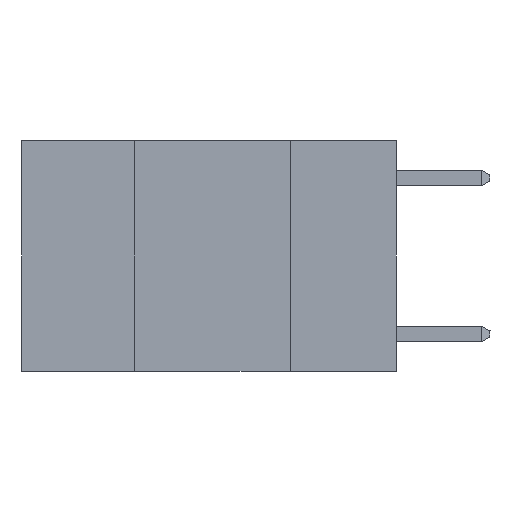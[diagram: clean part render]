
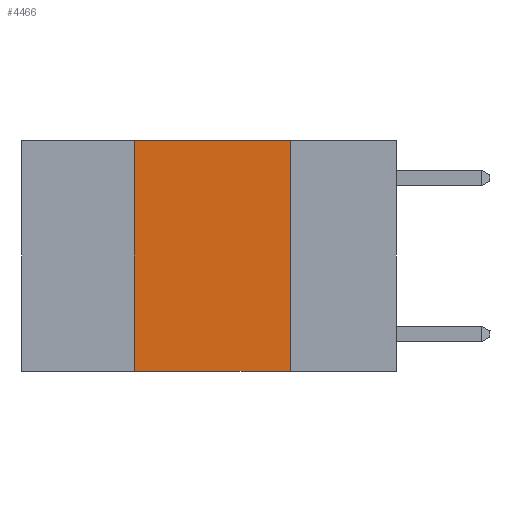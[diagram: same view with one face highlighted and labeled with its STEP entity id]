
A CAD part, left-side view. The second image highlights one B-rep face of the part: STEP entity #4466.
In plain terms, the highlighted planar face has unit normal (-1, 0, 0).
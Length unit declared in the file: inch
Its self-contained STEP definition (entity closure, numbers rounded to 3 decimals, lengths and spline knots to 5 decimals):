
#1375 = ORIENTED_EDGE ( 'NONE', *, *, #11038, .F. ) ;
#1550 = VERTEX_POINT ( 'NONE', #15086 ) ;
#3684 = VECTOR ( 'NONE', #10467, 39.37008 ) ;
#4205 = VERTEX_POINT ( 'NONE', #17092 ) ;
#4462 = ORIENTED_EDGE ( 'NONE', *, *, #9613, .T. ) ;
#4466 = ADVANCED_FACE ( 'NONE', ( #5514 ), #10813, .F. ) ;
#4651 = LINE ( 'NONE', #15724, #7814 ) ;
#5160 = DIRECTION ( 'NONE',  ( 0., 0., -1. ) ) ;
#5319 = ORIENTED_EDGE ( 'NONE', *, *, #13023, .F. ) ;
#5514 = FACE_OUTER_BOUND ( 'NONE', #13288, .T. ) ;
#6543 = LINE ( 'NONE', #8269, #14819 ) ;
#6586 = CARTESIAN_POINT ( 'NONE',  ( 0., 0.42, 0. ) ) ;
#6633 = DIRECTION ( 'NONE',  ( 0., -1., 0. ) ) ;
#7357 = ORIENTED_EDGE ( 'NONE', *, *, #14992, .F. ) ;
#7394 = LINE ( 'NONE', #18395, #14678 ) ;
#7814 = VECTOR ( 'NONE', #12900, 39.37008 ) ;
#8269 = CARTESIAN_POINT ( 'NONE',  ( 0., 0.6, -0.37 ) ) ;
#8374 = CARTESIAN_POINT ( 'NONE',  ( 0., 0.6, 0. ) ) ;
#9613 = EDGE_CURVE ( 'NONE', #4205, #10164, #6543, .T. ) ;
#10164 = VERTEX_POINT ( 'NONE', #14546 ) ;
#10467 = DIRECTION ( 'NONE',  ( 0., 0., 1. ) ) ;
#10813 = PLANE ( 'NONE',  #12209 ) ;
#11038 = EDGE_CURVE ( 'NONE', #1550, #10164, #4651, .T. ) ;
#11285 = DIRECTION ( 'NONE',  ( 0., -1., 0. ) ) ;
#12155 = VERTEX_POINT ( 'NONE', #17807 ) ;
#12209 = AXIS2_PLACEMENT_3D ( 'NONE', #8374, #15204, #5160 ) ;
#12900 = DIRECTION ( 'NONE',  ( 0., 0., -1. ) ) ;
#13023 = EDGE_CURVE ( 'NONE', #4205, #12155, #15052, .T. ) ;
#13288 = EDGE_LOOP ( 'NONE', ( #1375, #7357, #5319, #4462 ) ) ;
#14546 = CARTESIAN_POINT ( 'NONE',  ( 0., 0.17, -0.37 ) ) ;
#14678 = VECTOR ( 'NONE', #11285, 39.37008 ) ;
#14819 = VECTOR ( 'NONE', #6633, 39.37008 ) ;
#14992 = EDGE_CURVE ( 'NONE', #12155, #1550, #7394, .T. ) ;
#15052 = LINE ( 'NONE', #6586, #3684 ) ;
#15086 = CARTESIAN_POINT ( 'NONE',  ( 0., 0.17, 0. ) ) ;
#15204 = DIRECTION ( 'NONE',  ( 1., 0., 0. ) ) ;
#15724 = CARTESIAN_POINT ( 'NONE',  ( 0., 0.17, 0. ) ) ;
#17092 = CARTESIAN_POINT ( 'NONE',  ( 0., 0.42, -0.37 ) ) ;
#17807 = CARTESIAN_POINT ( 'NONE',  ( 0., 0.42, 0. ) ) ;
#18395 = CARTESIAN_POINT ( 'NONE',  ( 0., 0.6, 0. ) ) ;
